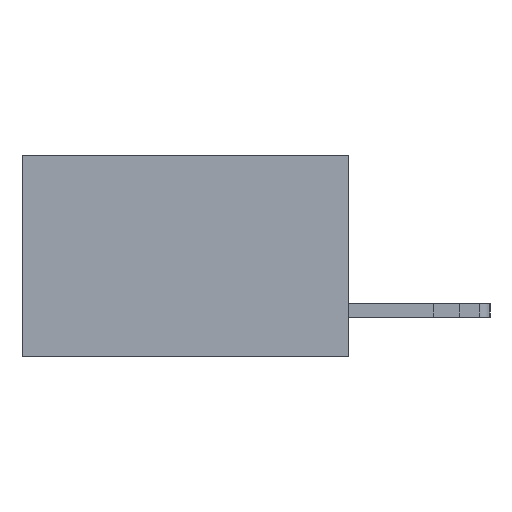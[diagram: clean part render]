
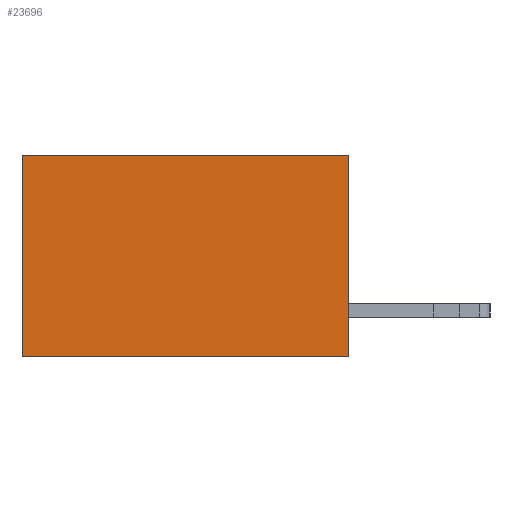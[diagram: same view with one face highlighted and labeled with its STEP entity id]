
A CAD part, left-side view. The second image highlights one B-rep face of the part: STEP entity #23696.
In plain terms, the highlighted planar face has unit normal (-1, 0, 0).
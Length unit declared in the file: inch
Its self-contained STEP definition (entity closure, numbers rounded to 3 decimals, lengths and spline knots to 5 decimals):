
#1432 = LINE ( 'NONE', #3288, #6151 ) ;
#1632 = DIRECTION ( 'NONE',  ( 1., 0., 0. ) ) ;
#2700 = EDGE_LOOP ( 'NONE', ( #20060, #8223, #7439, #18042 ) ) ;
#3288 = CARTESIAN_POINT ( 'NONE',  ( 0.298, 0., 0. ) ) ;
#4533 = EDGE_CURVE ( 'NONE', #14316, #23239, #14804, .T. ) ;
#4696 = VECTOR ( 'NONE', #16989, 39.37008 ) ;
#5303 = DIRECTION ( 'NONE',  ( 0., 0., -1. ) ) ;
#6151 = VECTOR ( 'NONE', #5303, 39.37008 ) ;
#6347 = EDGE_CURVE ( 'NONE', #14010, #15005, #9707, .T. ) ;
#7439 = ORIENTED_EDGE ( 'NONE', *, *, #15053, .F. ) ;
#7913 = CARTESIAN_POINT ( 'NONE',  ( 0.298, 0., -0.37 ) ) ;
#8223 = ORIENTED_EDGE ( 'NONE', *, *, #6347, .F. ) ;
#9707 = LINE ( 'NONE', #7913, #24504 ) ;
#12219 = CARTESIAN_POINT ( 'NONE',  ( 0.298, 0.6, 0. ) ) ;
#13626 = PLANE ( 'NONE',  #24985 ) ;
#14010 = VERTEX_POINT ( 'NONE', #24039 ) ;
#14316 = VERTEX_POINT ( 'NONE', #25129 ) ;
#14804 = LINE ( 'NONE', #16491, #24864 ) ;
#14929 = CARTESIAN_POINT ( 'NONE',  ( 0.298, 0.6, 0. ) ) ;
#15005 = VERTEX_POINT ( 'NONE', #21185 ) ;
#15053 = EDGE_CURVE ( 'NONE', #14316, #14010, #1432, .T. ) ;
#15346 = LINE ( 'NONE', #14929, #4696 ) ;
#15669 = DIRECTION ( 'NONE',  ( 0., 0., -1. ) ) ;
#15822 = DIRECTION ( 'NONE',  ( 0., 1., 0. ) ) ;
#16491 = CARTESIAN_POINT ( 'NONE',  ( 0.298, 0., 0. ) ) ;
#16989 = DIRECTION ( 'NONE',  ( 0., 0., -1. ) ) ;
#17638 = CARTESIAN_POINT ( 'NONE',  ( 0.298, 0., 0. ) ) ;
#18042 = ORIENTED_EDGE ( 'NONE', *, *, #4533, .T. ) ;
#20060 = ORIENTED_EDGE ( 'NONE', *, *, #22276, .T. ) ;
#21185 = CARTESIAN_POINT ( 'NONE',  ( 0.298, 0.6, -0.37 ) ) ;
#22001 = DIRECTION ( 'NONE',  ( 0., 1., 0. ) ) ;
#22276 = EDGE_CURVE ( 'NONE', #23239, #15005, #15346, .T. ) ;
#22549 = FACE_OUTER_BOUND ( 'NONE', #2700, .T. ) ;
#23239 = VERTEX_POINT ( 'NONE', #12219 ) ;
#23696 = ADVANCED_FACE ( 'NONE', ( #22549 ), #13626, .F. ) ;
#24039 = CARTESIAN_POINT ( 'NONE',  ( 0.298, 0., -0.37 ) ) ;
#24504 = VECTOR ( 'NONE', #22001, 39.37008 ) ;
#24864 = VECTOR ( 'NONE', #15822, 39.37008 ) ;
#24985 = AXIS2_PLACEMENT_3D ( 'NONE', #17638, #1632, #15669 ) ;
#25129 = CARTESIAN_POINT ( 'NONE',  ( 0.298, 0., 0. ) ) ;
